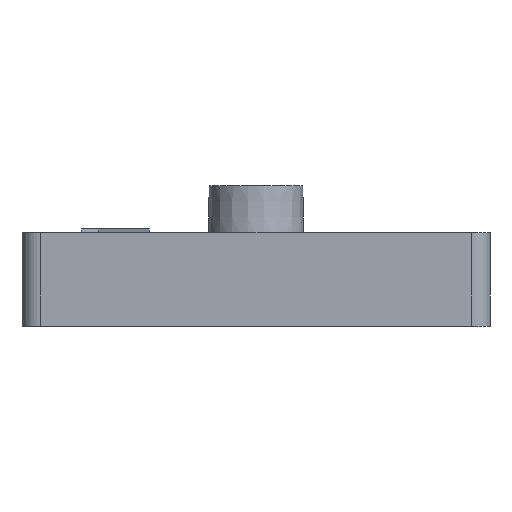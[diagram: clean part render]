
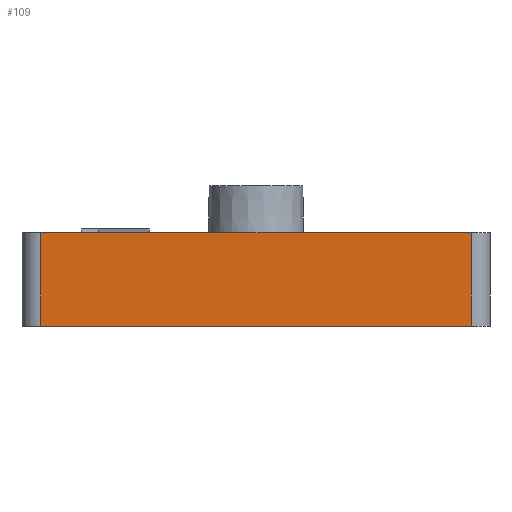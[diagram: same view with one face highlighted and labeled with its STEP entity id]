
A CAD part, left-side view. The second image highlights one B-rep face of the part: STEP entity #109.
In plain terms, the highlighted planar face has unit normal (-1, 0, 0).
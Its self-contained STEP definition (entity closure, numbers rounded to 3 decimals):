
#109 = ADVANCED_FACE( '', ( #366 ), #367, .T. );
#366 = FACE_OUTER_BOUND( '', #782, .T. );
#367 = PLANE( '', #783 );
#782 = EDGE_LOOP( '', ( #1504, #1505, #1506, #1507 ) );
#783 = AXIS2_PLACEMENT_3D( '', #1508, #1509, #1510 );
#1504 = ORIENTED_EDGE( '', *, *, #2874, .F. );
#1505 = ORIENTED_EDGE( '', *, *, #2648, .T. );
#1506 = ORIENTED_EDGE( '', *, *, #2875, .T. );
#1507 = ORIENTED_EDGE( '', *, *, #2803, .F. );
#1508 = CARTESIAN_POINT( '', ( -14.5, -11.5, 69.953 ) );
#1509 = DIRECTION( '', ( -1., 0., 0. ) );
#1510 = DIRECTION( '', ( 0., 1., 0. ) );
#2648 = EDGE_CURVE( '', #3143, #3141, #3144, .T. );
#2803 = EDGE_CURVE( '', #3447, #3449, #3450, .T. );
#2874 = EDGE_CURVE( '', #3143, #3447, #3562, .T. );
#2875 = EDGE_CURVE( '', #3141, #3449, #3563, .T. );
#3141 = VERTEX_POINT( '', #3952 );
#3143 = VERTEX_POINT( '', #3954 );
#3144 = LINE( '', #3955, #3956 );
#3447 = VERTEX_POINT( '', #4406 );
#3449 = VERTEX_POINT( '', #4408 );
#3450 = LINE( '', #4409, #4410 );
#3562 = LINE( '', #4587, #4588 );
#3563 = LINE( '', #4589, #4590 );
#3952 = CARTESIAN_POINT( '', ( -14.5, 11.5, 5. ) );
#3954 = CARTESIAN_POINT( '', ( -14.5, -11.5, 5. ) );
#3955 = CARTESIAN_POINT( '', ( -14.5, 0., 5. ) );
#3956 = VECTOR( '', #5190, 1000. );
#4406 = CARTESIAN_POINT( '', ( -14.5, -11.5, 0. ) );
#4408 = CARTESIAN_POINT( '', ( -14.5, 11.5, 0. ) );
#4409 = CARTESIAN_POINT( '', ( -14.5, 0., 0. ) );
#4410 = VECTOR( '', #5359, 1000. );
#4587 = CARTESIAN_POINT( '', ( -14.5, -11.5, 69.953 ) );
#4588 = VECTOR( '', #5440, 1000. );
#4589 = CARTESIAN_POINT( '', ( -14.5, 11.5, 69.953 ) );
#4590 = VECTOR( '', #5441, 1000. );
#5190 = DIRECTION( '', ( 0., 1., 0. ) );
#5359 = DIRECTION( '', ( 0., 1., 0. ) );
#5440 = DIRECTION( '', ( 0., 0., -1. ) );
#5441 = DIRECTION( '', ( 0., 0., -1. ) );
